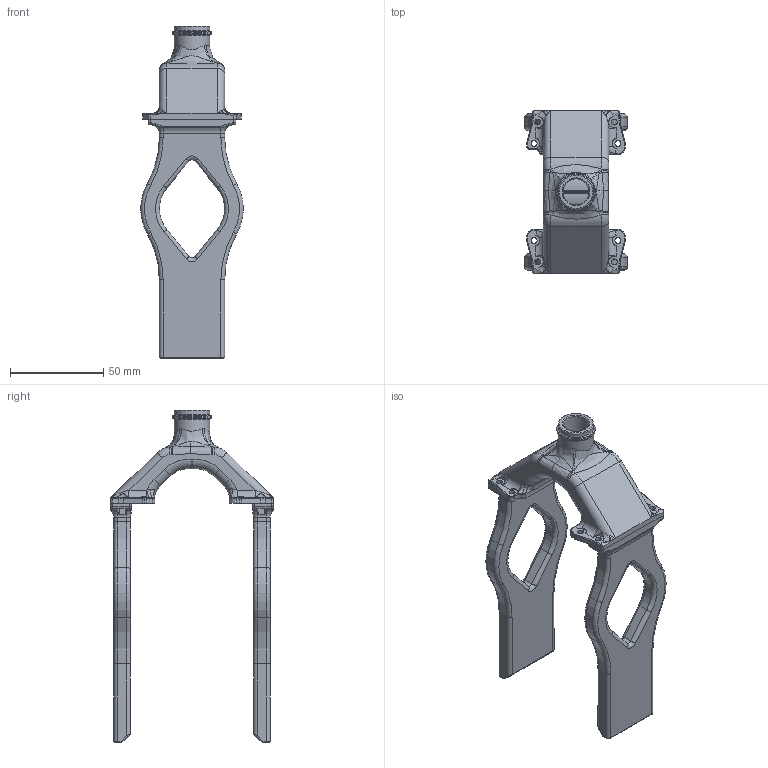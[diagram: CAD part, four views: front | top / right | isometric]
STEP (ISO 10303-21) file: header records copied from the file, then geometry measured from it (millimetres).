
FILE_DESCRIPTION(/* description */ (''),/* implementation_level */ '2;1');
FILE_NAME(/* name */ 'falcon2 fume extractor.step',/* time_stamp */ '2023-12-24T11:10:26+01:00',/* author */ (''),/* organization */ (''),/* preprocessor_version */ 'ST-DEVELOPER v20',/* originating_system */ 'Autodesk Translation Framework v12.14.0.127',/* authorisation */ '');
FILE_SCHEMA (('AUTOMOTIVE_DESIGN { 1 0 10303 214 3 1 1 }'));
Length unit declared in the file: millimetre
Products named in the file (1): falcon2 fume extractor
Bounding box: 55 x 87 x 178 mm (x, y, z)
Volume: 44807.9 mm3; surface area: 60991.9 mm2
Topology: 3 solids, 3 shells, 756 faces, 1887 edges, 1128 vertices
Faces by surface type: cylinder 287, bspline 159, plane 154, torus 144, sphere 12
Full cylindrical faces by diameter (mm): 3.2 x12, 14 x2, 19 x2, 21 x1
Entity records: 27807 total; most frequent: CARTESIAN_POINT 10297, ORIENTED_EDGE 3758, DIRECTION 3610, EDGE_CURVE 1879, AXIS2_PLACEMENT_3D 1493, VERTEX_POINT 1128, CIRCLE 809, EDGE_LOOP 795
